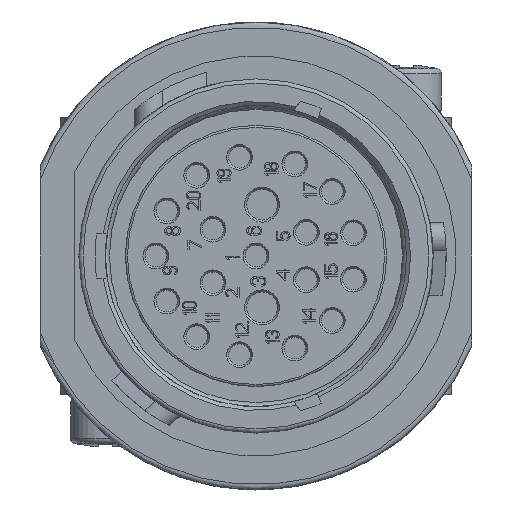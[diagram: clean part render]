
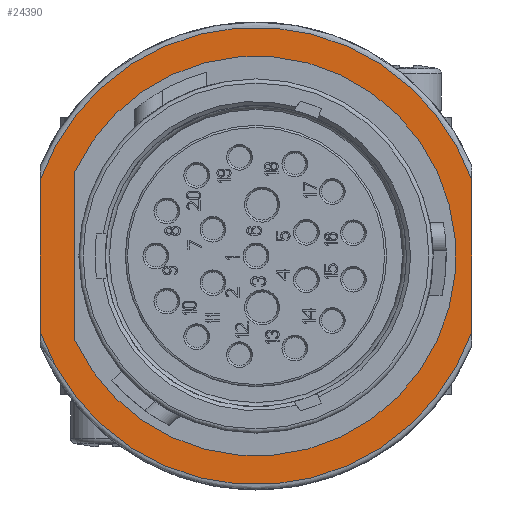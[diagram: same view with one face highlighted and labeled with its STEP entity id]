
A CAD part, left-side view. The second image highlights one B-rep face of the part: STEP entity #24390.
In plain terms, the highlighted face is planar.
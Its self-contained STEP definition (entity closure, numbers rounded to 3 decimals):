
#1168=LINE('',#34706,#2806);
#1169=LINE('',#34707,#2807);
#1170=LINE('',#34708,#2808);
#2806=VECTOR('',#28810,1000.);
#2807=VECTOR('',#28811,1000.);
#2808=VECTOR('',#28812,1000.);
#3898=PLANE('',#25818);
#6173=ORIENTED_EDGE('',*,*,#10066,.F.);
#6174=ORIENTED_EDGE('',*,*,#10356,.T.);
#6175=ORIENTED_EDGE('',*,*,#10091,.T.);
#6176=ORIENTED_EDGE('',*,*,#10357,.T.);
#6177=ORIENTED_EDGE('',*,*,#10355,.T.);
#6178=ORIENTED_EDGE('',*,*,#10358,.T.);
#10066=EDGE_CURVE('',#12274,#12276,#13543,.T.);
#10091=EDGE_CURVE('',#12294,#12292,#13553,.T.);
#10355=EDGE_CURVE('',#12550,#12551,#13625,.T.);
#10356=EDGE_CURVE('',#12274,#12276,#1168,.T.);
#10357=EDGE_CURVE('',#12292,#12550,#1169,.T.);
#10358=EDGE_CURVE('',#12551,#12294,#1170,.T.);
#12274=VERTEX_POINT('',#34055);
#12276=VERTEX_POINT('',#34058);
#12292=VERTEX_POINT('',#34136);
#12294=VERTEX_POINT('',#34139);
#12550=VERTEX_POINT('',#34695);
#12551=VERTEX_POINT('',#34703);
#13543=CIRCLE('',#25713,19.05);
#13553=CIRCLE('',#25731,21.8);
#13625=CIRCLE('',#25817,21.8);
#14356=EDGE_LOOP('',(#6173,#6174));
#14357=EDGE_LOOP('',(#6175,#6176,#6177,#6178));
#15772=FACE_BOUND('',#14356,.T.);
#15773=FACE_BOUND('',#14357,.T.);
#24390=ADVANCED_FACE('',(#15772,#15773),#3898,.F.);
#25713=AXIS2_PLACEMENT_3D('',#34057,#28403,#28404);
#25731=AXIS2_PLACEMENT_3D('',#34138,#28447,#28448);
#25817=AXIS2_PLACEMENT_3D('',#34704,#28806,#28807);
#25818=AXIS2_PLACEMENT_3D('',#34705,#28808,#28809);
#28403=DIRECTION('',(1.,0.,0.));
#28404=DIRECTION('',(0.,1.,0.));
#28447=DIRECTION('',(1.,0.,0.));
#28448=DIRECTION('',(0.,1.,0.));
#28806=DIRECTION('',(1.,0.,0.));
#28807=DIRECTION('',(0.,1.,0.));
#28808=DIRECTION('',(-1.,0.,0.));
#28809=DIRECTION('',(0.,-1.,0.));
#28810=DIRECTION('',(0.,0.,-1.));
#28811=DIRECTION('',(0.,0.,1.));
#28812=DIRECTION('',(0.,0.,-1.));
#34055=CARTESIAN_POINT('',(15.45,17.25,8.083));
#34057=CARTESIAN_POINT('',(15.45,0.,0.));
#34058=CARTESIAN_POINT('',(15.45,17.25,-8.083));
#34136=CARTESIAN_POINT('',(15.45,20.55,-7.276));
#34138=CARTESIAN_POINT('',(15.45,0.,0.));
#34139=CARTESIAN_POINT('',(15.45,-20.55,-7.276));
#34695=CARTESIAN_POINT('',(15.45,20.55,7.276));
#34703=CARTESIAN_POINT('',(15.45,-20.55,7.276));
#34704=CARTESIAN_POINT('',(15.45,0.,0.));
#34705=CARTESIAN_POINT('',(15.45,21.8,0.));
#34706=CARTESIAN_POINT('',(15.45,17.25,30.));
#34707=CARTESIAN_POINT('',(15.45,20.55,0.));
#34708=CARTESIAN_POINT('',(15.45,-20.55,0.));
